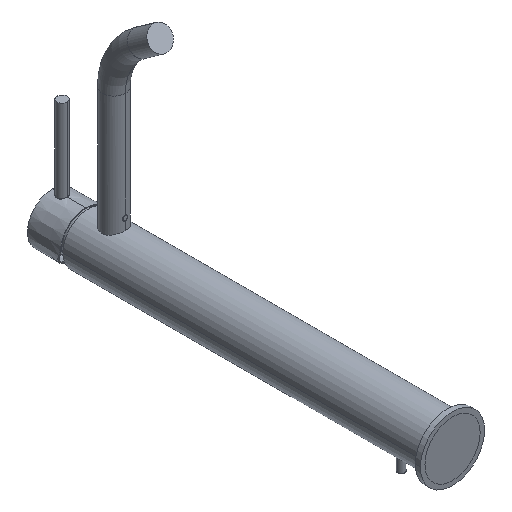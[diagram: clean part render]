
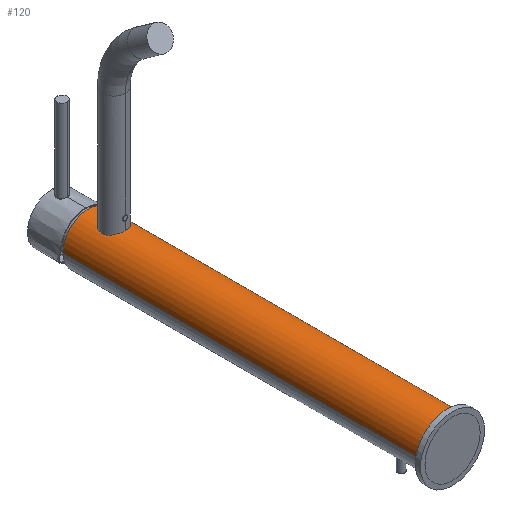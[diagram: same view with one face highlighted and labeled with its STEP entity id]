
A CAD part, isometric view. The second image highlights one B-rep face of the part: STEP entity #120.
In plain terms, the highlighted cylindrical face has radius 19.75 mm (diameter 39.5 mm), a partial arc.
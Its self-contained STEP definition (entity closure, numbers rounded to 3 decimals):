
#36=CARTESIAN_POINT('',(0.,280.,0.));
#37=DIRECTION('',(0.,1.,0.));
#38=DIRECTION('',(-1.,0.,0.));
#39=AXIS2_PLACEMENT_3D('',#36,#37,#38);
#46=DIRECTION('',(0.,1.,0.));
#47=VECTOR('',#46,280.);
#48=CARTESIAN_POINT('',(19.75,0.,0.));
#49=LINE('',#48,#47);
#50=CARTESIAN_POINT('',(0.,0.,0.));
#51=DIRECTION('',(0.,-1.,0.));
#52=DIRECTION('',(1.,0.,0.));
#53=AXIS2_PLACEMENT_3D('',#50,#51,#52);
#55=DIRECTION('',(0.,1.,0.));
#56=VECTOR('',#55,280.);
#57=CARTESIAN_POINT('',(-19.75,0.,0.));
#58=LINE('',#57,#56);
#59=CARTESIAN_POINT('',(19.75,0.,0.));
#60=CARTESIAN_POINT('',(-19.75,0.,0.));
#61=VERTEX_POINT('',#59);
#62=VERTEX_POINT('',#60);
#63=CARTESIAN_POINT('',(19.75,280.,0.));
#64=CARTESIAN_POINT('',(-19.75,280.,0.));
#65=VERTEX_POINT('',#63);
#66=VERTEX_POINT('',#64);
#108=CARTESIAN_POINT('',(0.,0.,0.));
#109=DIRECTION('',(0.,1.,0.));
#110=DIRECTION('',(1.,0.,0.));
#111=AXIS2_PLACEMENT_3D('',#108,#109,#110);
#112=CYLINDRICAL_SURFACE('',#111,19.75);
#114=ORIENTED_EDGE('',*,*,#113,.T.);
#115=ORIENTED_EDGE('',*,*,#96,.T.);
#116=ORIENTED_EDGE('',*,*,#74,.T.);
#117=ORIENTED_EDGE('',*,*,#93,.F.);
#118=EDGE_LOOP('',(#114,#115,#116,#117));
#119=FACE_OUTER_BOUND('',#118,.F.);
#120=ADVANCED_FACE('',(#119),#112,.T.);
#40=CIRCLE('',#39,19.75);
#54=CIRCLE('',#53,19.75);
#74=EDGE_CURVE('',#66,#65,#40,.T.);
#93=EDGE_CURVE('',#61,#65,#49,.T.);
#96=EDGE_CURVE('',#62,#66,#58,.T.);
#113=EDGE_CURVE('',#61,#62,#54,.T.);
